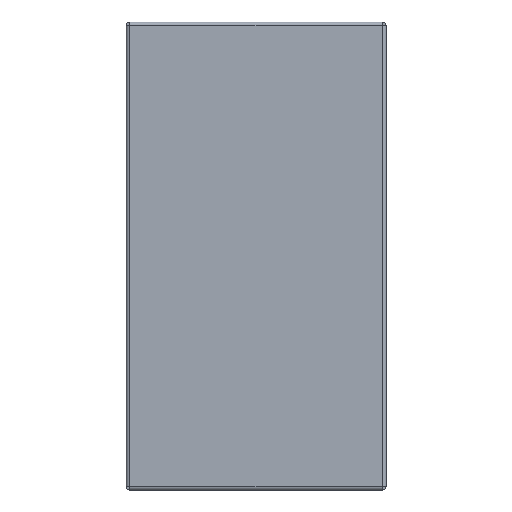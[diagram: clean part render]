
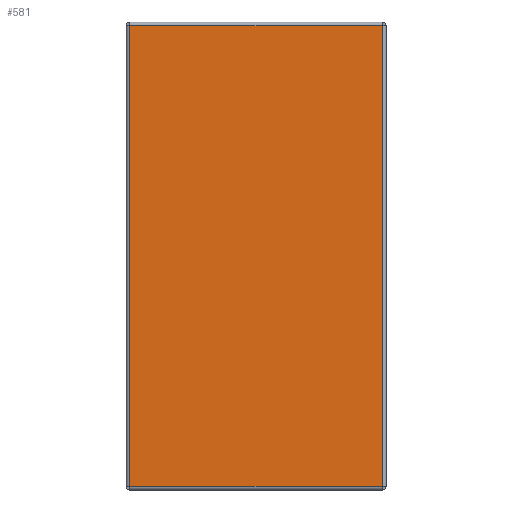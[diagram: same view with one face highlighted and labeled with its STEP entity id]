
A CAD part, front view. The second image highlights one B-rep face of the part: STEP entity #581.
In plain terms, the highlighted planar face has unit normal (0, -1, 0).
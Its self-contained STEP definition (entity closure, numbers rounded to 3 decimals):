
#581 = ADVANCED_FACE( '', ( #1316 ), #1317, .T. );
#1316 = FACE_OUTER_BOUND( '', #5971, .T. );
#1317 = PLANE( '', #5972 );
#5971 = EDGE_LOOP( '', ( #11592, #11593, #11594, #11595 ) );
#5972 = AXIS2_PLACEMENT_3D( '', #11596, #11597, #11598 );
#11592 = ORIENTED_EDGE( '', *, *, #13202, .T. );
#11593 = ORIENTED_EDGE( '', *, *, #13092, .T. );
#11594 = ORIENTED_EDGE( '', *, *, #13172, .T. );
#11595 = ORIENTED_EDGE( '', *, *, #13203, .T. );
#11596 = CARTESIAN_POINT( '', ( 0., 0., 0. ) );
#11597 = DIRECTION( '', ( 0., -1., 0. ) );
#11598 = DIRECTION( '', ( 0., 0., -1. ) );
#13092 = EDGE_CURVE( '', #14200, #14201, #14202, .T. );
#13172 = EDGE_CURVE( '', #14201, #13541, #14305, .T. );
#13202 = EDGE_CURVE( '', #14235, #14200, #14338, .T. );
#13203 = EDGE_CURVE( '', #13541, #14235, #14339, .T. );
#13541 = VERTEX_POINT( '', #14738 );
#14200 = VERTEX_POINT( '', #16503 );
#14201 = VERTEX_POINT( '', #16504 );
#14202 = LINE( '', #16505, #16506 );
#14235 = VERTEX_POINT( '', #16578 );
#14305 = LINE( '', #16771, #16772 );
#14338 = LINE( '', #16909, #16910 );
#14339 = LINE( '', #16911, #16912 );
#14738 = CARTESIAN_POINT( '', ( -123.52, 0., 225.12 ) );
#16503 = CARTESIAN_POINT( '', ( 123.52, 0., -225.12 ) );
#16504 = CARTESIAN_POINT( '', ( 123.52, 0., 225.12 ) );
#16505 = CARTESIAN_POINT( '', ( 123.52, 0., -228.6 ) );
#16506 = VECTOR( '', #18156, 1000. );
#16578 = CARTESIAN_POINT( '', ( -123.52, 0., -225.12 ) );
#16771 = CARTESIAN_POINT( '', ( -123.52, 0., 225.12 ) );
#16772 = VECTOR( '', #18236, 1000. );
#16909 = CARTESIAN_POINT( '', ( 123.52, 0., -225.12 ) );
#16910 = VECTOR( '', #18252, 1000. );
#16911 = CARTESIAN_POINT( '', ( -123.52, 0., 228.6 ) );
#16912 = VECTOR( '', #18253, 1000. );
#18156 = DIRECTION( '', ( 0., 0., 1. ) );
#18236 = DIRECTION( '', ( -1., 0., 0. ) );
#18252 = DIRECTION( '', ( 1., 0., 0. ) );
#18253 = DIRECTION( '', ( 0., 0., -1. ) );
